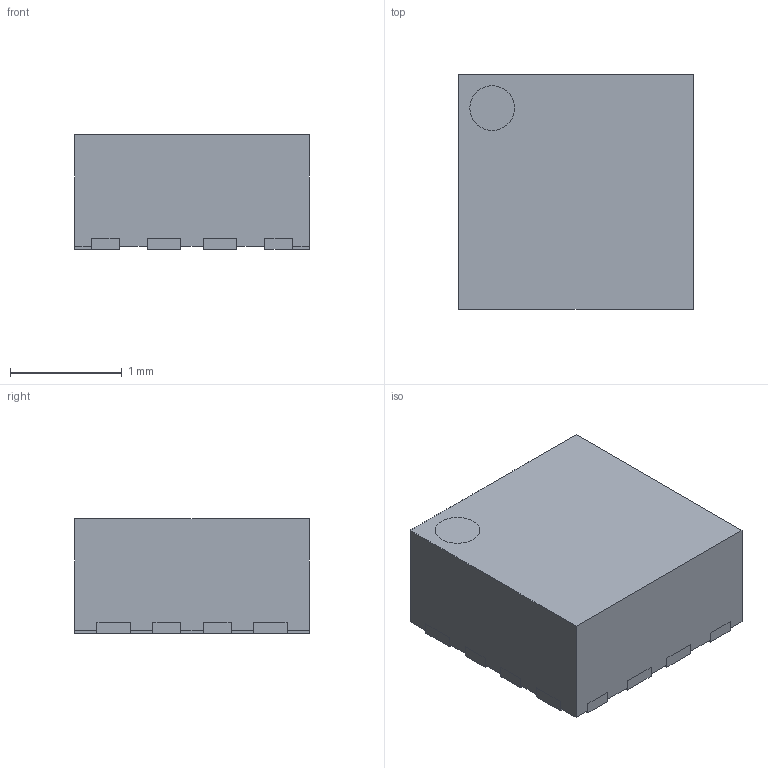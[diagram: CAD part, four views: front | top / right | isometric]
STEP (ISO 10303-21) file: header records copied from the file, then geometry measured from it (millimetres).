
FILE_DESCRIPTION (( 'STEP AP214' ), '1' );
FILE_NAME ('User Library-VQFN-HR-10P.STEP', '2026-01-12T19:09:29', ( '' ), ( '' ), 'SwSTEP 2.0', 'SolidWorks 2022', '' );
FILE_SCHEMA (( 'AUTOMOTIVE_DESIGN' ));
Length unit declared in the file: metre
Products named in the file (13): Part 2; Part 3; Part 7; Part 8; Part 1; Part 4; Part 6; Part 9; User Library-VQFN-HR-10P; Part 5; Part 1_3; Part 10; Part 1_2
Assembly tree (12 placements, depth 2):
  User Library-VQFN-HR-10P
    Part 1
    Part 2
    Part 6
    Part 1_2
    Part 9
    Part 1_3
    Part 3
    Part 7
    Part 5
    Part 4
    Part 10
    Part 8
Bounding box: 2.1 x 2.1 x 1.02 mm (x, y, z)
Volume: 4.5 mm3; surface area: 25.4 mm2
Topology: 12 solids, 12 shells, 141 faces, 348 edges, 232 vertices
Faces by surface type: plane 119, cylinder 22
Entity records: 6227 total; most frequent: CARTESIAN_POINT 736, DIRECTION 704, ORIENTED_EDGE 696, EDGE_CURVE 348, VECTOR 304, LINE 304, VERTEX_POINT 232, AXIS2_PLACEMENT_3D 200
